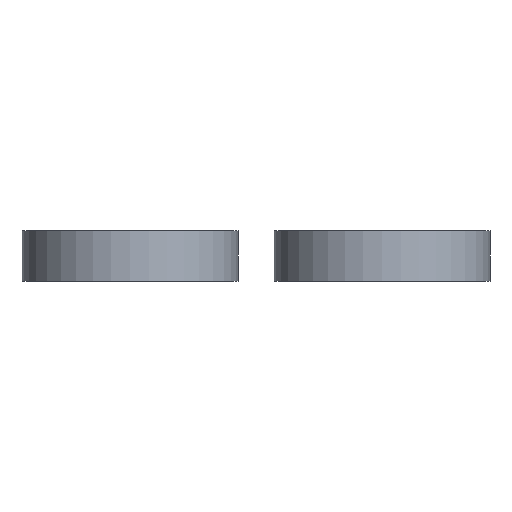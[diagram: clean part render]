
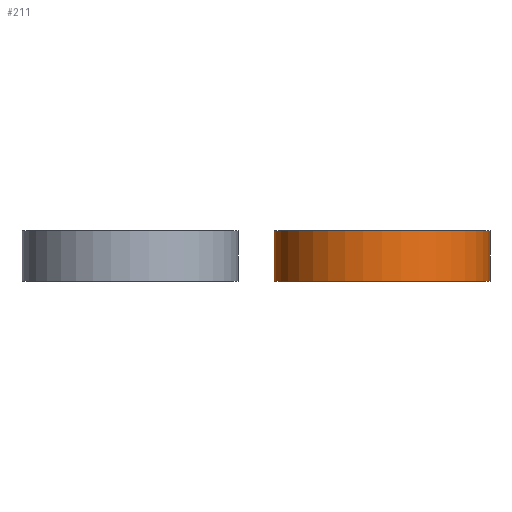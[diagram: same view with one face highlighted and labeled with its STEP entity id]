
A CAD part, left-side view. The second image highlights one B-rep face of the part: STEP entity #211.
In plain terms, the highlighted cylindrical face has radius 30 mm (diameter 60 mm), a full revolution.
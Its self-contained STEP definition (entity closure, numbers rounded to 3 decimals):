
#24=LINE('',#359,#32);
#32=VECTOR('',#293,30.);
#40=CYLINDRICAL_SURFACE('',#239,30.);
#59=FACE_OUTER_BOUND('',#78,.T.);
#78=EDGE_LOOP('',(#167,#168,#169,#170));
#97=CIRCLE('',#235,30.);
#100=CIRCLE('',#240,30.);
#113=VERTEX_POINT('',#348);
#116=VERTEX_POINT('',#357);
#131=EDGE_CURVE('',#113,#113,#97,.T.);
#135=EDGE_CURVE('',#116,#116,#100,.T.);
#136=EDGE_CURVE('',#116,#113,#24,.T.);
#167=ORIENTED_EDGE('',*,*,#135,.F.);
#168=ORIENTED_EDGE('',*,*,#136,.T.);
#169=ORIENTED_EDGE('',*,*,#131,.F.);
#170=ORIENTED_EDGE('',*,*,#136,.F.);
#211=ADVANCED_FACE('',(#59),#40,.T.);
#235=AXIS2_PLACEMENT_3D('',#349,#280,#281);
#239=AXIS2_PLACEMENT_3D('',#356,#289,#290);
#240=AXIS2_PLACEMENT_3D('',#358,#291,#292);
#280=DIRECTION('center_axis',(0.,0.,1.));
#281=DIRECTION('ref_axis',(0.,1.,0.));
#289=DIRECTION('center_axis',(0.,0.,-1.));
#290=DIRECTION('ref_axis',(0.,1.,0.));
#291=DIRECTION('center_axis',(0.,0.,-1.));
#292=DIRECTION('ref_axis',(0.,1.,0.));
#293=DIRECTION('',(0.,0.,1.));
#348=CARTESIAN_POINT('',(-37.,-65.,14.));
#349=CARTESIAN_POINT('Origin',(-37.,-35.,14.));
#356=CARTESIAN_POINT('Origin',(-37.,-35.,13.));
#357=CARTESIAN_POINT('',(-37.,-65.,0.));
#358=CARTESIAN_POINT('Origin',(-37.,-35.,0.));
#359=CARTESIAN_POINT('',(-37.,-65.,13.));
